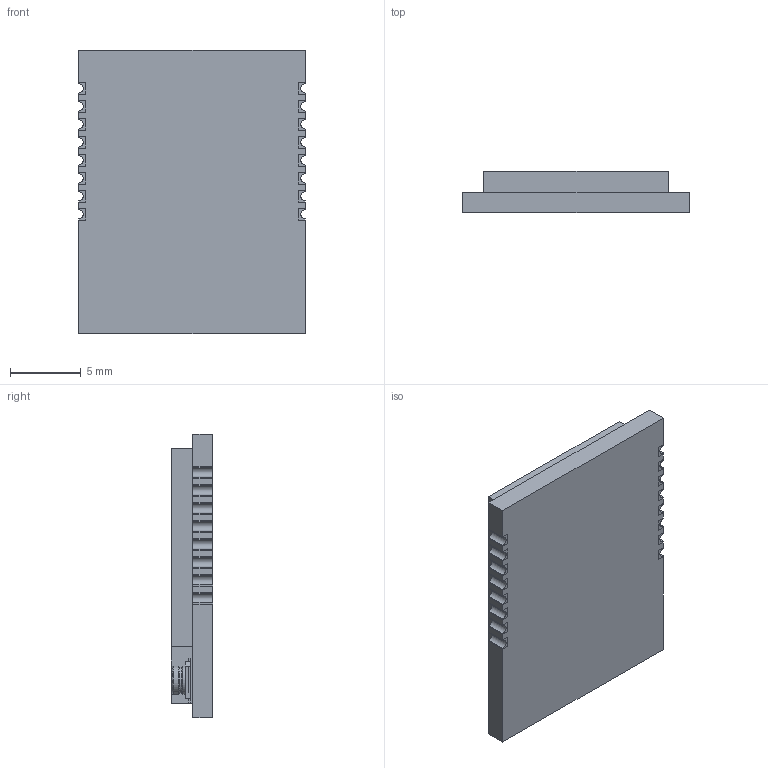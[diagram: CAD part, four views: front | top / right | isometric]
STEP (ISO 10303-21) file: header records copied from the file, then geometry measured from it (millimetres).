
FILE_DESCRIPTION(/* description */ (''),/* implementation_level */ '2;1');
FILE_NAME(/* name */ 'E28-2G4M27SX.step',/* time_stamp */ '2025-12-11T10:27:11+01:00',/* author */ (''),/* organization */ (''),/* preprocessor_version */ 'ST-DEVELOPER v20.1',/* originating_system */ 'Autodesk Translation Framework v14.21.0.0',/* authorisation */ '');
FILE_SCHEMA (('AUTOMOTIVE_DESIGN { 1 0 10303 214 3 1 1 }'));
Length unit declared in the file: millimetre
Products named in the file (2): E28-2G4M27SX; 734120110
Assembly tree (1 placements, depth 2):
  E28-2G4M27SX
    734120110
Bounding box: 16 x 2.9 x 20 mm (x, y, z)
Volume: 774.4 mm3; surface area: 1385.6 mm2
Topology: 19 solids, 19 shells, 275 faces, 695 edges, 461 vertices
Faces by surface type: plane 245, cylinder 25, torus 2, cone 2, bspline 1
Full cylindrical faces by diameter (mm): 0.2 x1, 0.5 x1
Entity records: 8206 total; most frequent: CARTESIAN_POINT 1460, ORIENTED_EDGE 1390, DIRECTION 1309, EDGE_CURVE 695, LINE 635, VECTOR 635, VERTEX_POINT 461, AXIS2_PLACEMENT_3D 337
